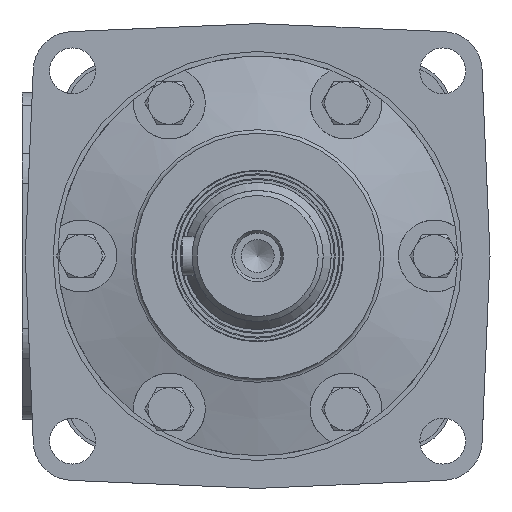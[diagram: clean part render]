
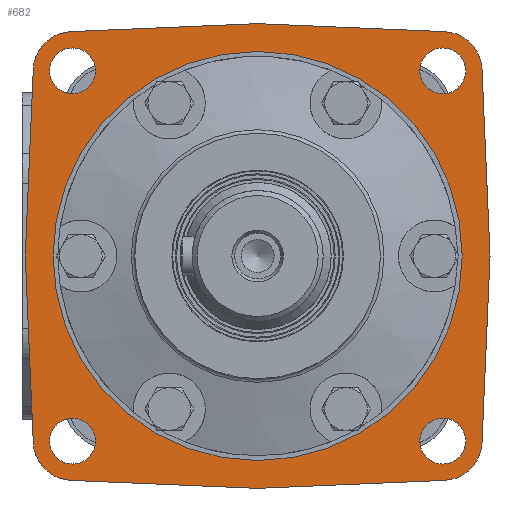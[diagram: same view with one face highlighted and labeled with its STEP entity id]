
A CAD part, left-side view. The second image highlights one B-rep face of the part: STEP entity #682.
In plain terms, the highlighted planar face has unit normal (-1, 0, 0).
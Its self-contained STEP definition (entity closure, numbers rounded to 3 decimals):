
#682 = ADVANCED_FACE( '', ( #1785, #1786, #1787, #1788, #1789, #1790 ), #1791, .F. );
#1785 = FACE_BOUND( '', #3557, .T. );
#1786 = FACE_BOUND( '', #3558, .T. );
#1787 = FACE_BOUND( '', #3559, .T. );
#1788 = FACE_BOUND( '', #3560, .T. );
#1789 = FACE_BOUND( '', #3561, .T. );
#1790 = FACE_OUTER_BOUND( '', #3562, .T. );
#1791 = PLANE( '', #3563 );
#3557 = EDGE_LOOP( '', ( #5441 ) );
#3558 = EDGE_LOOP( '', ( #5442 ) );
#3559 = EDGE_LOOP( '', ( #5443 ) );
#3560 = EDGE_LOOP( '', ( #5444 ) );
#3561 = EDGE_LOOP( '', ( #5445 ) );
#3562 = EDGE_LOOP( '', ( #5446, #5447, #5448, #5449, #5450, #5451, #5452, #5453, #5454, #5455, #5456, #5457 ) );
#3563 = AXIS2_PLACEMENT_3D( '', #5458, #5459, #5460 );
#5441 = ORIENTED_EDGE( '', *, *, #9675, .T. );
#5442 = ORIENTED_EDGE( '', *, *, #9676, .T. );
#5443 = ORIENTED_EDGE( '', *, *, #9677, .T. );
#5444 = ORIENTED_EDGE( '', *, *, #9678, .T. );
#5445 = ORIENTED_EDGE( '', *, *, #9679, .T. );
#5446 = ORIENTED_EDGE( '', *, *, #9680, .F. );
#5447 = ORIENTED_EDGE( '', *, *, #9681, .F. );
#5448 = ORIENTED_EDGE( '', *, *, #9682, .F. );
#5449 = ORIENTED_EDGE( '', *, *, #9683, .F. );
#5450 = ORIENTED_EDGE( '', *, *, #9684, .F. );
#5451 = ORIENTED_EDGE( '', *, *, #9685, .F. );
#5452 = ORIENTED_EDGE( '', *, *, #9686, .F. );
#5453 = ORIENTED_EDGE( '', *, *, #9687, .F. );
#5454 = ORIENTED_EDGE( '', *, *, #9688, .F. );
#5455 = ORIENTED_EDGE( '', *, *, #9689, .F. );
#5456 = ORIENTED_EDGE( '', *, *, #9657, .F. );
#5457 = ORIENTED_EDGE( '', *, *, #9690, .F. );
#5458 = CARTESIAN_POINT( '', ( 30.5, -56.569, 56.569 ) );
#5459 = DIRECTION( '', ( 1., 0., 0. ) );
#5460 = DIRECTION( '', ( 0., 0., -1. ) );
#9657 = EDGE_CURVE( '', #11297, #11292, #11299, .T. );
#9675 = EDGE_CURVE( '', #11330, #11330, #11331, .T. );
#9676 = EDGE_CURVE( '', #11332, #11332, #11333, .T. );
#9677 = EDGE_CURVE( '', #11334, #11334, #11335, .T. );
#9678 = EDGE_CURVE( '', #11336, #11336, #11337, .T. );
#9679 = EDGE_CURVE( '', #11338, #11338, #11339, .T. );
#9680 = EDGE_CURVE( '', #11340, #11341, #11342, .T. );
#9681 = EDGE_CURVE( '', #11343, #11340, #11344, .T. );
#9682 = EDGE_CURVE( '', #11345, #11343, #11346, .T. );
#9683 = EDGE_CURVE( '', #11347, #11345, #11348, .T. );
#9684 = EDGE_CURVE( '', #11349, #11347, #11350, .T. );
#9685 = EDGE_CURVE( '', #11351, #11349, #11352, .T. );
#9686 = EDGE_CURVE( '', #11353, #11351, #11354, .T. );
#9687 = EDGE_CURVE( '', #11355, #11353, #11356, .T. );
#9688 = EDGE_CURVE( '', #11357, #11355, #11358, .T. );
#9689 = EDGE_CURVE( '', #11292, #11357, #11359, .T. );
#9690 = EDGE_CURVE( '', #11341, #11297, #11360, .T. );
#11292 = VERTEX_POINT( '', #13665 );
#11297 = VERTEX_POINT( '', #13671 );
#11299 = CIRCLE( '', #13674, 12. );
#11330 = VERTEX_POINT( '', #13735 );
#11331 = CIRCLE( '', #13736, 62.5 );
#11332 = VERTEX_POINT( '', #13737 );
#11333 = CIRCLE( '', #13738, 7. );
#11334 = VERTEX_POINT( '', #13739 );
#11335 = CIRCLE( '', #13740, 7. );
#11336 = VERTEX_POINT( '', #13741 );
#11337 = CIRCLE( '', #13742, 7. );
#11338 = VERTEX_POINT( '', #13743 );
#11339 = CIRCLE( '', #13744, 7. );
#11340 = VERTEX_POINT( '', #13745 );
#11341 = VERTEX_POINT( '', #13746 );
#11342 = LINE( '', #13747, #13748 );
#11343 = VERTEX_POINT( '', #13749 );
#11344 = CIRCLE( '', #13750, 12. );
#11345 = VERTEX_POINT( '', #13751 );
#11346 = LINE( '', #13752, #13753 );
#11347 = VERTEX_POINT( '', #13754 );
#11348 = LINE( '', #13755, #13756 );
#11349 = VERTEX_POINT( '', #13757 );
#11350 = CIRCLE( '', #13758, 12. );
#11351 = VERTEX_POINT( '', #13759 );
#11352 = LINE( '', #13760, #13761 );
#11353 = VERTEX_POINT( '', #13762 );
#11354 = LINE( '', #13763, #13764 );
#11355 = VERTEX_POINT( '', #13765 );
#11356 = CIRCLE( '', #13766, 12. );
#11357 = VERTEX_POINT( '', #13767 );
#11358 = LINE( '', #13768, #13769 );
#11359 = LINE( '', #13770, #13771 );
#11360 = LINE( '', #13772, #13773 );
#13665 = CARTESIAN_POINT( '', ( 30.5, -68.558, 57.082 ) );
#13671 = CARTESIAN_POINT( '', ( 30.5, -57.082, 68.558 ) );
#13674 = AXIS2_PLACEMENT_3D( '', #18130, #18131, #18132 );
#13735 = CARTESIAN_POINT( '', ( 30.5, 0., -62.5 ) );
#13736 = AXIS2_PLACEMENT_3D( '', #18148, #18149, #18150 );
#13737 = CARTESIAN_POINT( '', ( 30.5, -56.57, 49.57 ) );
#13738 = AXIS2_PLACEMENT_3D( '', #18151, #18152, #18153 );
#13739 = CARTESIAN_POINT( '', ( 30.5, 56.57, 49.57 ) );
#13740 = AXIS2_PLACEMENT_3D( '', #18154, #18155, #18156 );
#13741 = CARTESIAN_POINT( '', ( 30.5, -56.57, -63.57 ) );
#13742 = AXIS2_PLACEMENT_3D( '', #18157, #18158, #18159 );
#13743 = CARTESIAN_POINT( '', ( 30.5, 56.57, -63.57 ) );
#13744 = AXIS2_PLACEMENT_3D( '', #18160, #18161, #18162 );
#13745 = CARTESIAN_POINT( '', ( 30.5, 57.082, 68.558 ) );
#13746 = CARTESIAN_POINT( '', ( 30.5, 0., 71. ) );
#13747 = CARTESIAN_POINT( '', ( 30.5, 57.082, 68.558 ) );
#13748 = VECTOR( '', #18163, 1000. );
#13749 = CARTESIAN_POINT( '', ( 30.5, 68.558, 57.082 ) );
#13750 = AXIS2_PLACEMENT_3D( '', #18164, #18165, #18166 );
#13751 = CARTESIAN_POINT( '', ( 30.5, 71., 0. ) );
#13752 = CARTESIAN_POINT( '', ( 30.5, 71., 0. ) );
#13753 = VECTOR( '', #18167, 1000. );
#13754 = CARTESIAN_POINT( '', ( 30.5, 68.558, -57.082 ) );
#13755 = CARTESIAN_POINT( '', ( 30.5, 68.558, -57.082 ) );
#13756 = VECTOR( '', #18168, 1000. );
#13757 = CARTESIAN_POINT( '', ( 30.5, 57.082, -68.558 ) );
#13758 = AXIS2_PLACEMENT_3D( '', #18169, #18170, #18171 );
#13759 = CARTESIAN_POINT( '', ( 30.5, 0., -71. ) );
#13760 = CARTESIAN_POINT( '', ( 30.5, 0., -71. ) );
#13761 = VECTOR( '', #18172, 1000. );
#13762 = CARTESIAN_POINT( '', ( 30.5, -57.082, -68.558 ) );
#13763 = CARTESIAN_POINT( '', ( 30.5, -57.082, -68.558 ) );
#13764 = VECTOR( '', #18173, 1000. );
#13765 = CARTESIAN_POINT( '', ( 30.5, -68.558, -57.082 ) );
#13766 = AXIS2_PLACEMENT_3D( '', #18174, #18175, #18176 );
#13767 = CARTESIAN_POINT( '', ( 30.5, -71., 0. ) );
#13768 = CARTESIAN_POINT( '', ( 30.5, -71., 0. ) );
#13769 = VECTOR( '', #18177, 1000. );
#13770 = CARTESIAN_POINT( '', ( 30.5, -68.558, 57.082 ) );
#13771 = VECTOR( '', #18178, 1000. );
#13772 = CARTESIAN_POINT( '', ( 30.5, 0., 71. ) );
#13773 = VECTOR( '', #18179, 1000. );
#18130 = CARTESIAN_POINT( '', ( 30.5, -56.569, 56.569 ) );
#18131 = DIRECTION( '', ( 1., 0., 0. ) );
#18132 = DIRECTION( '', ( 0., 0., -1. ) );
#18148 = CARTESIAN_POINT( '', ( 30.5, 0., 0. ) );
#18149 = DIRECTION( '', ( 1., 0., 0. ) );
#18150 = DIRECTION( '', ( 0., 0., -1. ) );
#18151 = CARTESIAN_POINT( '', ( 30.5, -56.57, 56.57 ) );
#18152 = DIRECTION( '', ( 1., 0., 0. ) );
#18153 = DIRECTION( '', ( 0., 0., -1. ) );
#18154 = CARTESIAN_POINT( '', ( 30.5, 56.57, 56.57 ) );
#18155 = DIRECTION( '', ( 1., 0., 0. ) );
#18156 = DIRECTION( '', ( 0., 0., -1. ) );
#18157 = CARTESIAN_POINT( '', ( 30.5, -56.57, -56.57 ) );
#18158 = DIRECTION( '', ( 1., 0., 0. ) );
#18159 = DIRECTION( '', ( 0., 0., -1. ) );
#18160 = CARTESIAN_POINT( '', ( 30.5, 56.57, -56.57 ) );
#18161 = DIRECTION( '', ( 1., 0., 0. ) );
#18162 = DIRECTION( '', ( 0., 0., -1. ) );
#18163 = DIRECTION( '', ( 0., -0.999, 0.043 ) );
#18164 = CARTESIAN_POINT( '', ( 30.5, 56.569, 56.569 ) );
#18165 = DIRECTION( '', ( 1., 0., 0. ) );
#18166 = DIRECTION( '', ( 0., 0., -1. ) );
#18167 = DIRECTION( '', ( 0., -0.043, 0.999 ) );
#18168 = DIRECTION( '', ( 0., 0.043, 0.999 ) );
#18169 = CARTESIAN_POINT( '', ( 30.5, 56.569, -56.569 ) );
#18170 = DIRECTION( '', ( 1., 0., 0. ) );
#18171 = DIRECTION( '', ( 0., 0., -1. ) );
#18172 = DIRECTION( '', ( 0., 0.999, 0.043 ) );
#18173 = DIRECTION( '', ( 0., 0.999, -0.043 ) );
#18174 = CARTESIAN_POINT( '', ( 30.5, -56.569, -56.569 ) );
#18175 = DIRECTION( '', ( 1., 0., 0. ) );
#18176 = DIRECTION( '', ( 0., 0., -1. ) );
#18177 = DIRECTION( '', ( 0., 0.043, -0.999 ) );
#18178 = DIRECTION( '', ( 0., -0.043, -0.999 ) );
#18179 = DIRECTION( '', ( 0., -0.999, -0.043 ) );
